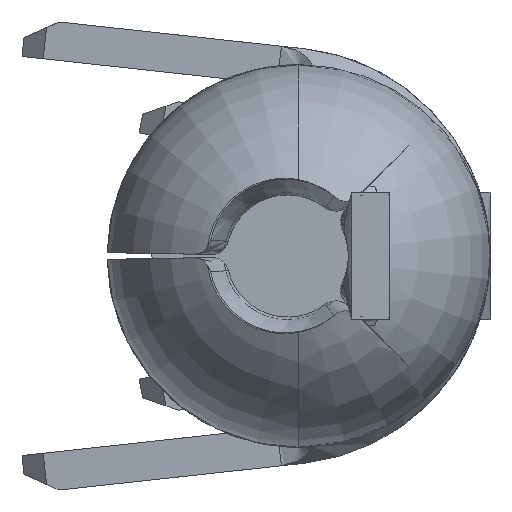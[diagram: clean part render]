
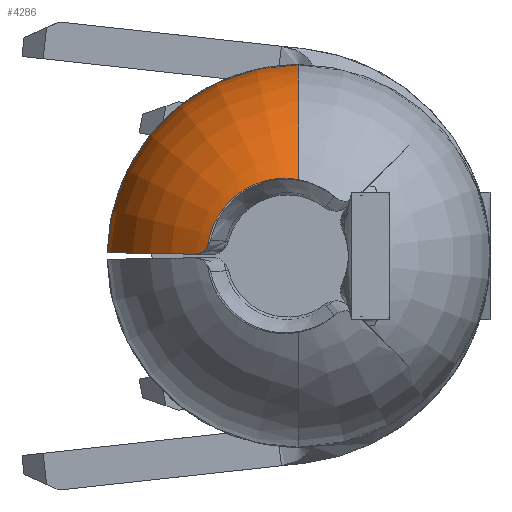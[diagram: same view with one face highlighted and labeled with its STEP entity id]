
A CAD part, left-side view. The second image highlights one B-rep face of the part: STEP entity #4286.
In plain terms, the highlighted toroidal (fillet/blend) face has major radius 0.127 mm and minor radius 2.413 mm.
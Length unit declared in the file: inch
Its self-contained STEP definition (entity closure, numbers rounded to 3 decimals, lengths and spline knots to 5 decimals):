
#23 = EDGE_CURVE ( 'NONE', #3146, #7543, #510, .T. ) ;
#341 = B_SPLINE_CURVE_WITH_KNOTS ( 'NONE', 3,
 ( #1807, #8326, #5077, #1191, #5720, #1826, #6373, #2469 ),
 .UNSPECIFIED., .F., .F.,
 ( 4, 2, 2, 4 ),
 ( 0.00419, 0.00457, 0.00495, 0.00571 ),
 .UNSPECIFIED. ) ;
#507 = DIRECTION ( 'NONE',  ( 1., 0., 0. ) ) ;
#510 = B_SPLINE_CURVE_WITH_KNOTS ( 'NONE', 3,
 ( #3215, #1774, #6708, #2786 ),
 .UNSPECIFIED., .F., .F.,
 ( 4, 4 ),
 ( 0., 0.0002 ),
 .UNSPECIFIED. ) ;
#659 = FACE_OUTER_BOUND ( 'NONE', #5805, .T. ) ;
#663 = CARTESIAN_POINT ( 'NONE',  ( 0.12793, 0.08135, 0.00142 ) ) ;
#1103 = CARTESIAN_POINT ( 'NONE',  ( 0.12793, 0., 0. ) ) ;
#1191 = CARTESIAN_POINT ( 'NONE',  ( 0.00433, 0.01959, 0.03448 ) ) ;
#1276 = ORIENTED_EDGE ( 'NONE', *, *, #2046, .F. ) ;
#1300 = EDGE_CURVE ( 'NONE', #6755, #7226, #7547, .T. ) ;
#1465 = AXIS2_PLACEMENT_3D ( 'NONE', #8261, #4358, #507 ) ;
#1605 = CARTESIAN_POINT ( 'NONE',  ( 0.00985, 0.0485, 0.00085 ) ) ;
#1736 = DIRECTION ( 'NONE',  ( 0., 0., 1. ) ) ;
#1774 = CARTESIAN_POINT ( 'NONE',  ( 0.00836, 0.04632, 0.00081 ) ) ;
#1807 = CARTESIAN_POINT ( 'NONE',  ( 0.00262, 0., 0.03593 ) ) ;
#1826 = CARTESIAN_POINT ( 'NONE',  ( 0.00579, 0.03623, 0.02348 ) ) ;
#1983 = CARTESIAN_POINT ( 'NONE',  ( 0.12793, 0., 0.08136 ) ) ;
#2046 = EDGE_CURVE ( 'NONE', #3146, #7226, #4800, .T. ) ;
#2215 = CIRCLE ( 'NONE', #2662, 0.095 ) ;
#2469 = CARTESIAN_POINT ( 'NONE',  ( 0.00636, 0.04278, 0.00428 ) ) ;
#2510 = CARTESIAN_POINT ( 'NONE',  ( 0.00262, 0., 0.03593 ) ) ;
#2662 = AXIS2_PLACEMENT_3D ( 'NONE', #2797, #7374, #3586 ) ;
#2786 = CARTESIAN_POINT ( 'NONE',  ( 0.00636, 0.04278, 0.00428 ) ) ;
#2797 = CARTESIAN_POINT ( 'NONE',  ( 0.08835, 0., -0.005 ) ) ;
#2819 = AXIS2_PLACEMENT_3D ( 'NONE', #4082, #6051, #6705 ) ;
#3146 = VERTEX_POINT ( 'NONE', #1605 ) ;
#3215 = CARTESIAN_POINT ( 'NONE',  ( 0.00985, 0.0485, 0.00085 ) ) ;
#3586 = DIRECTION ( 'NONE',  ( 0., 0., -1. ) ) ;
#3862 = TOROIDAL_SURFACE ( 'NONE', #2819, -0.005, 0.095 ) ;
#4082 = CARTESIAN_POINT ( 'NONE',  ( 0.08835, 0., 0. ) ) ;
#4286 = ADVANCED_FACE ( 'NONE', ( #659 ), #3862, .T. ) ;
#4358 = DIRECTION ( 'NONE',  ( 0., 0.017, -1. ) ) ;
#4547 = AXIS2_PLACEMENT_3D ( 'NONE', #1103, #5627, #1736 ) ;
#4800 = CIRCLE ( 'NONE', #1465, 0.095 ) ;
#4938 = ORIENTED_EDGE ( 'NONE', *, *, #23, .T. ) ;
#5077 = CARTESIAN_POINT ( 'NONE',  ( 0.00349, 0.00994, 0.03671 ) ) ;
#5627 = DIRECTION ( 'NONE',  ( -1., 0., 0. ) ) ;
#5646 = CARTESIAN_POINT ( 'NONE',  ( 0.00636, 0.04278, 0.00428 ) ) ;
#5720 = CARTESIAN_POINT ( 'NONE',  ( 0.00473, 0.02419, 0.03237 ) ) ;
#5805 = EDGE_LOOP ( 'NONE', ( #7573, #7767, #1276, #4938, #6860 ) ) ;
#5913 = EDGE_CURVE ( 'NONE', #6678, #7543, #341, .T. ) ;
#6051 = DIRECTION ( 'NONE',  ( -1., 0., 0. ) ) ;
#6373 = CARTESIAN_POINT ( 'NONE',  ( 0.00626, 0.04161, 0.0142 ) ) ;
#6678 = VERTEX_POINT ( 'NONE', #2510 ) ;
#6705 = DIRECTION ( 'NONE',  ( 0., 0., 1. ) ) ;
#6708 = CARTESIAN_POINT ( 'NONE',  ( 0.00702, 0.04413, 0.00211 ) ) ;
#6755 = VERTEX_POINT ( 'NONE', #1983 ) ;
#6860 = ORIENTED_EDGE ( 'NONE', *, *, #5913, .F. ) ;
#6956 = EDGE_CURVE ( 'NONE', #6755, #6678, #2215, .T. ) ;
#7226 = VERTEX_POINT ( 'NONE', #663 ) ;
#7374 = DIRECTION ( 'NONE',  ( 0., -1., 0. ) ) ;
#7543 = VERTEX_POINT ( 'NONE', #5646 ) ;
#7547 = CIRCLE ( 'NONE', #4547, 0.08136 ) ;
#7573 = ORIENTED_EDGE ( 'NONE', *, *, #6956, .F. ) ;
#7767 = ORIENTED_EDGE ( 'NONE', *, *, #1300, .T. ) ;
#8261 = CARTESIAN_POINT ( 'NONE',  ( 0.08835, -0.005, -0.00009 ) ) ;
#8326 = CARTESIAN_POINT ( 'NONE',  ( 0.00304, 0.00486, 0.03682 ) ) ;
